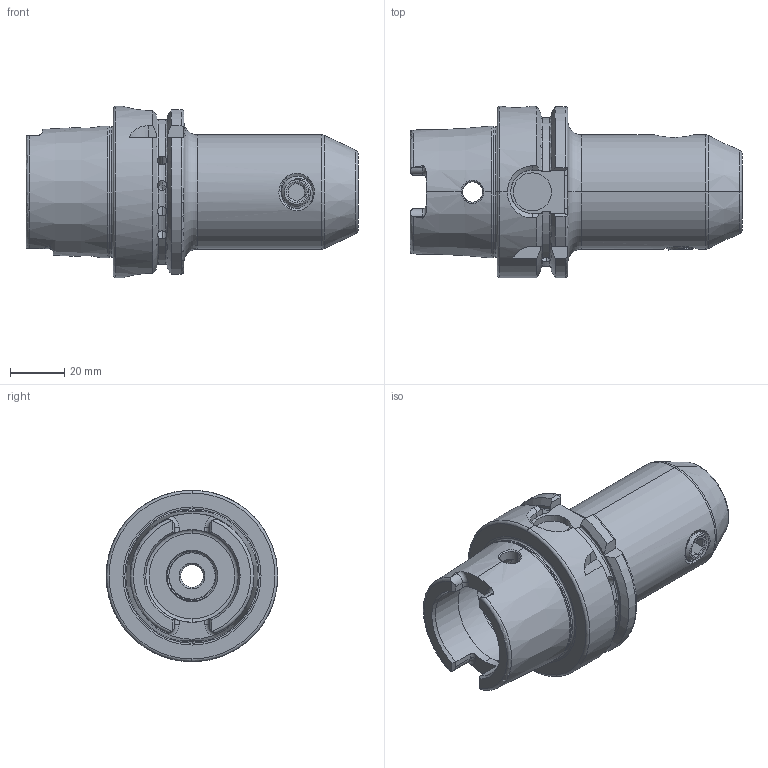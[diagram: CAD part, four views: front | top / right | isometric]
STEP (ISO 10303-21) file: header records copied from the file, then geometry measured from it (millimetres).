
FILE_DESCRIPTION (( 'STEP AP203' ), '1' );
FILE_NAME ('A63.05.12.STEP', '2016-09-05T06:15:11', ( '' ), ( '' ), 'SwSTEP 2.0', 'SolidWorks 2012', '' );
FILE_SCHEMA (( 'CONFIG_CONTROL_DESIGN' ));
Products named in the file (3): A63.05.12; 側固12_M12x1.75_16L
Assembly tree (2 placements, depth 2):
  A63.05.12
    A63.05.12
    側固12_M12x1.75_16L
Bounding box: 122 x 63 x 63 mm (x, y, z)
Volume: 157241 mm3; surface area: 35638.9 mm2
Topology: 2 solids, 2 shells, 322 faces, 867 edges, 549 vertices
Faces by surface type: cylinder 132, plane 73, cone 43, bspline 37, torus 35, sphere 2
Entity records: 36557 total; most frequent: CARTESIAN_POINT 29137, ORIENTED_EDGE 1710, DIRECTION 1236, EDGE_CURVE 855, VERTEX_POINT 549, AXIS2_PLACEMENT_3D 488, EDGE_LOOP 342, FACE_OUTER_BOUND 322
